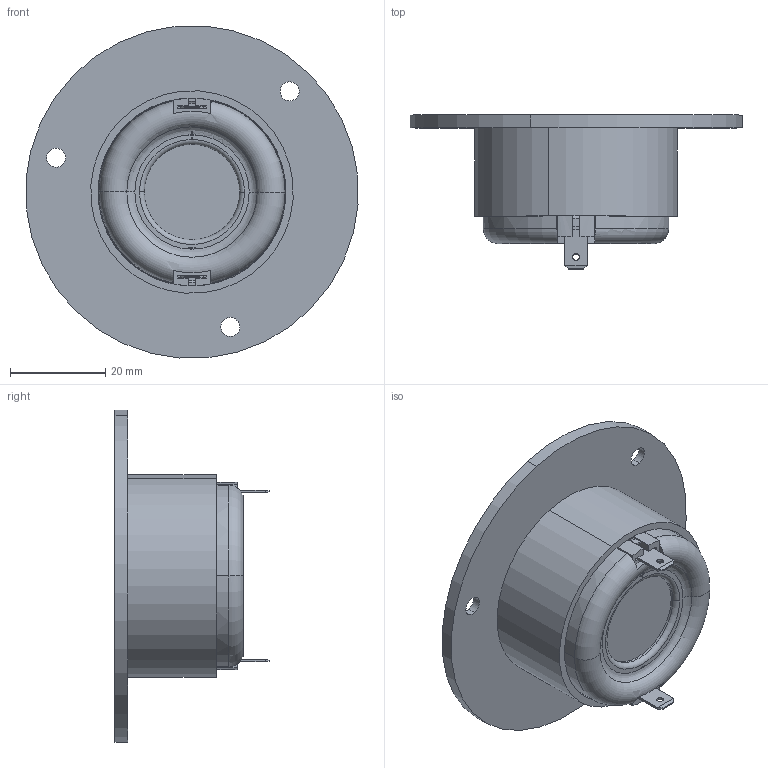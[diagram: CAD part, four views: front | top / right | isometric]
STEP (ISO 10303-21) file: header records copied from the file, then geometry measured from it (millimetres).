
FILE_DESCRIPTION (( 'STEP AP214' ), '1' );
FILE_NAME ('563A俋夤芞.STEP', '2024-10-17T08:31:56', ( '' ), ( '' ), 'SwSTEP 2.0', 'SolidWorks 2021', '' );
FILE_SCHEMA (( 'AUTOMOTIVE_DESIGN' ));
Length unit declared in the file: millimetre
Products named in the file (11): 563A-P490-00 Dome Voice Coil; 563A俋夤芞; 563A-P300-00 back cover; 563A-P320-00 Panel; 563A-P070-00 U Yoke; Coil; Top plate; 563A-P310-00 Carrier; dome; 563A-P030-00 Magnet; 563A-P090-00  Terminal
Assembly tree (11 placements, depth 3):
  563A俋夤芞
    563A-P070-00 U Yoke
    563A-P090-00  Terminal  x2
    563A-P030-00 Magnet
    563A-P300-00 back cover
    563A-P310-00 Carrier
    563A-P320-00 Panel
    563A-P490-00 Dome Voice Coil
      Coil
      dome
    Top plate
Bounding box: 69.62 x 32.3 x 69.62 mm (x, y, z)
Volume: 24176.6 mm3; surface area: 29126.3 mm2
Topology: 10 solids, 10 shells, 318 faces, 827 edges, 533 vertices
Faces by surface type: plane 170, cylinder 80, cone 32, torus 30, sphere 4, bspline 2
Entity records: 10392 total; most frequent: CARTESIAN_POINT 3014, DIRECTION 1466, ORIENTED_EDGE 1462, EDGE_CURVE 731, AXIS2_PLACEMENT_3D 569, VERTEX_POINT 471, VECTOR 328, LINE 328
